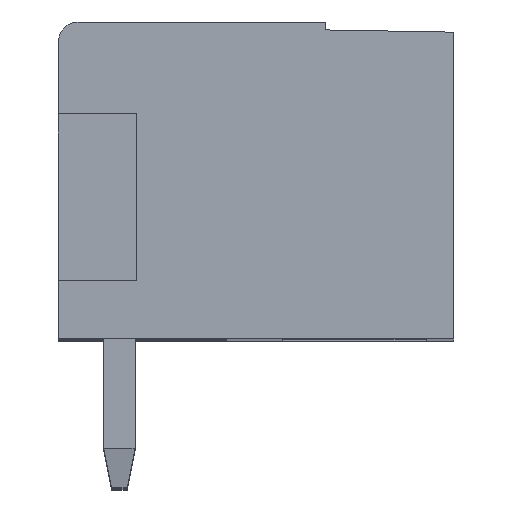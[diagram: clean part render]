
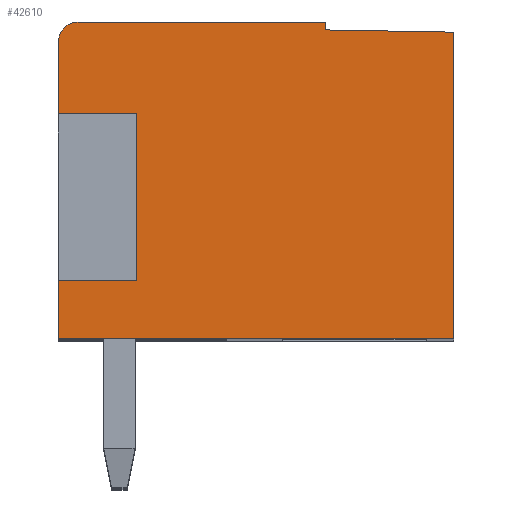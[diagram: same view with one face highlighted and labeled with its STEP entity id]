
A CAD part, top view. The second image highlights one B-rep face of the part: STEP entity #42610.
In plain terms, the highlighted planar face has unit normal (0, 0, 1).
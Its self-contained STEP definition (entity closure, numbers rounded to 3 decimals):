
#383=DIRECTION('',(-1.,0.,0.));
#384=VECTOR('',#383,6.326);
#385=CARTESIAN_POINT('',(-13.889,8.199,168.212));
#386=LINE('',#385,#384);
#15293=DIRECTION('',(0.,-1.,0.));
#15294=VECTOR('',#15293,7.84);
#15295=CARTESIAN_POINT('',(-10.615,7.94,
168.212));
#15296=LINE('',#15295,#15294);
#15297=DIRECTION('',(-1.,0.,0.));
#15298=VECTOR('',#15297,10.1);
#15299=CARTESIAN_POINT('',(-10.615,0.099,
168.212));
#15300=LINE('',#15299,#15298);
#15301=DIRECTION('',(0.,1.,0.));
#15302=VECTOR('',#15301,1.5);
#15303=CARTESIAN_POINT('',(-20.715,0.099,
168.212));
#15304=LINE('',#15303,#15302);
#15305=DIRECTION('',(1.,0.,0.));
#15306=VECTOR('',#15305,2.);
#15307=CARTESIAN_POINT('',(-20.715,1.599,
168.212));
#15308=LINE('',#15307,#15306);
#15309=DIRECTION('',(0.,1.,0.));
#15310=VECTOR('',#15309,1.85);
#15311=CARTESIAN_POINT('',(-20.715,5.849,
168.212));
#15312=LINE('',#15311,#15310);
#15313=CARTESIAN_POINT('',(-20.215,7.699,
168.212));
#15314=DIRECTION('',(0.,0.,-1.));
#15315=DIRECTION('',(-1.,0.,0.));
#15316=AXIS2_PLACEMENT_3D('',#15313,#15314,#15315);
#15318=DIRECTION('',(0.,-1.,0.));
#15319=VECTOR('',#15318,0.202);
#15320=CARTESIAN_POINT('',(-13.889,8.199,
168.212));
#15321=LINE('',#15320,#15319);
#15322=DIRECTION('',(1.,-0.017,0.));
#15323=VECTOR('',#15322,3.274);
#15324=CARTESIAN_POINT('',(-13.889,7.997,
168.212));
#15325=LINE('',#15324,#15323);
#15354=DIRECTION('',(1.,0.,0.));
#15355=VECTOR('',#15354,2.);
#15356=CARTESIAN_POINT('',(-20.715,5.849,
168.212));
#15357=LINE('',#15356,#15355);
#15362=DIRECTION('',(0.,-1.,0.));
#15363=VECTOR('',#15362,4.25);
#15364=CARTESIAN_POINT('',(-18.715,5.849,
168.212));
#15365=LINE('',#15364,#15363);
#15366=CARTESIAN_POINT('',(-10.615,7.94,
168.212));
#15367=CARTESIAN_POINT('',(-10.615,0.099,
168.212));
#15368=VERTEX_POINT('',#15366);
#15369=VERTEX_POINT('',#15367);
#15602=CARTESIAN_POINT('',(-20.715,5.849,
168.212));
#15603=CARTESIAN_POINT('',(-20.715,7.699,
168.212));
#15604=VERTEX_POINT('',#15602);
#15605=VERTEX_POINT('',#15603);
#15610=CARTESIAN_POINT('',(-20.715,1.599,
168.212));
#15611=VERTEX_POINT('',#15610);
#15612=CARTESIAN_POINT('',(-20.715,0.099,
168.212));
#15613=VERTEX_POINT('',#15612);
#15642=CARTESIAN_POINT('',(-20.215,8.199,
168.212));
#15643=VERTEX_POINT('',#15642);
#15644=CARTESIAN_POINT('',(-13.889,8.199,
168.212));
#15645=VERTEX_POINT('',#15644);
#15646=CARTESIAN_POINT('',(-13.889,7.997,
168.212));
#15647=VERTEX_POINT('',#15646);
#15648=CARTESIAN_POINT('',(-18.715,1.599,
168.212));
#15649=VERTEX_POINT('',#15648);
#15650=CARTESIAN_POINT('',(-18.715,5.849,
168.212));
#15651=VERTEX_POINT('',#15650);
#42589=CARTESIAN_POINT('',(-10.615,0.099,
168.212));
#42590=DIRECTION('',(0.,0.,-1.));
#42591=DIRECTION('',(0.,1.,0.));
#42592=AXIS2_PLACEMENT_3D('',#42589,#42590,#42591);
#42593=PLANE('',#42592);
#42594=ORIENTED_EDGE('',*,*,#20105,.T.);
#42595=ORIENTED_EDGE('',*,*,#21969,.T.);
#42596=ORIENTED_EDGE('',*,*,#20530,.T.);
#42598=ORIENTED_EDGE('',*,*,#42597,.T.);
#42600=ORIENTED_EDGE('',*,*,#42599,.F.);
#42602=ORIENTED_EDGE('',*,*,#42601,.F.);
#42603=ORIENTED_EDGE('',*,*,#20522,.T.);
#42604=ORIENTED_EDGE('',*,*,#20487,.T.);
#42605=ORIENTED_EDGE('',*,*,#20472,.F.);
#42606=ORIENTED_EDGE('',*,*,#20457,.T.);
#42607=ORIENTED_EDGE('',*,*,#20442,.T.);
#42608=EDGE_LOOP('',(#42594,#42595,#42596,#42598,#42600,#42602,#42603,#42604,
#42605,#42606,#42607));
#42609=FACE_OUTER_BOUND('',#42608,.F.);
#15317=CIRCLE('',#15316,0.5);
#20105=EDGE_CURVE('',#15368,#15369,#15296,.T.);
#20442=EDGE_CURVE('',#15647,#15368,#15325,.T.);
#20457=EDGE_CURVE('',#15645,#15647,#15321,.T.);
#20472=EDGE_CURVE('',#15645,#15643,#386,.T.);
#20487=EDGE_CURVE('',#15605,#15643,#15317,.T.);
#20522=EDGE_CURVE('',#15604,#15605,#15312,.T.);
#20530=EDGE_CURVE('',#15613,#15611,#15304,.T.);
#21969=EDGE_CURVE('',#15369,#15613,#15300,.T.);
#42597=EDGE_CURVE('',#15611,#15649,#15308,.T.);
#42599=EDGE_CURVE('',#15651,#15649,#15365,.T.);
#42601=EDGE_CURVE('',#15604,#15651,#15357,.T.);
#42610=ADVANCED_FACE('',(#42609),#42593,.F.);
